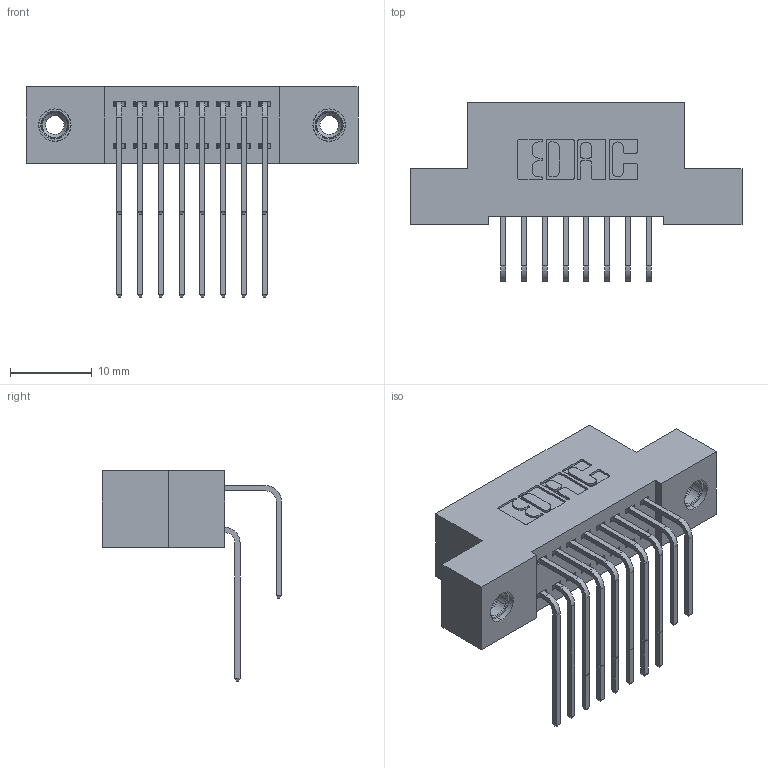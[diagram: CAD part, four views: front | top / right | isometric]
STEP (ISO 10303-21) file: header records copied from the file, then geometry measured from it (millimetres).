
FILE_DESCRIPTION (( 'STEP AP203' ), '1' );
FILE_NAME ('392-016-558-208.STEP', '2019-10-07T03:27:37', ( '' ), ( '' ), 'SwSTEP 2.0', 'SolidWorks 2016', '' );
FILE_SCHEMA (( 'CONFIG_CONTROL_DESIGN' ));
Length unit declared in the file: inch
Products named in the file (5): 392-016-558-208; 342 Part_TI; 345-292-001_558 559 Tail - 1; 345-292-001_558 Tail - 2; 345-250-001_345-250-003-102
Assembly tree (19 placements, depth 2):
  392-016-558-208
    342 Part_TI
    345-292-001_558 559 Tail - 1  x8
    345-292-001_558 Tail - 2  x8
    345-250-001_345-250-003-102  x2
Bounding box: 40.64 x 21.91 x 25.78 mm (x, y, z)
Volume: 3577.2 mm3; surface area: 5412.8 mm2
Topology: 19 solids, 19 shells, 1034 faces, 3011 edges, 1978 vertices
Faces by surface type: plane 706, cylinder 312, cone 12, torus 4
Entity records: 12382 total; most frequent: CARTESIAN_POINT 2124, ORIENTED_EDGE 2002, DIRECTION 1887, EDGE_CURVE 1001, LINE 813, VECTOR 813, VERTEX_POINT 660, AXIS2_PLACEMENT_3D 537
